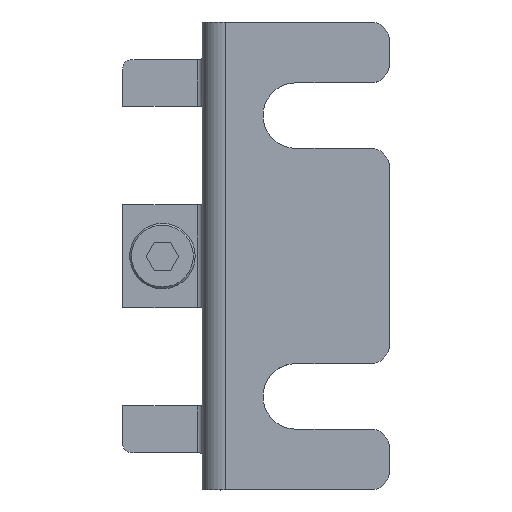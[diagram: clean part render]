
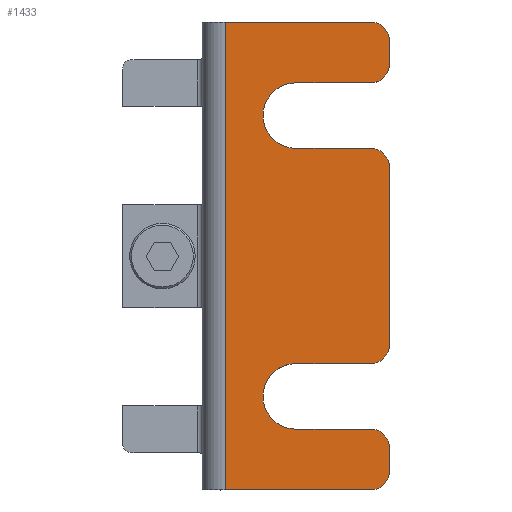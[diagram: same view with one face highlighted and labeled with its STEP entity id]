
A CAD part, top view. The second image highlights one B-rep face of the part: STEP entity #1433.
In plain terms, the highlighted planar face has unit normal (0, 0, 1).
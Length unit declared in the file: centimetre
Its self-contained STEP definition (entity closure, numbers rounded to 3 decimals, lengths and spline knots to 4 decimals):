
#108=LINE('',#2246,#253);
#109=LINE('',#2250,#254);
#112=LINE('',#2261,#257);
#114=LINE('',#2266,#259);
#118=LINE('',#2274,#263);
#119=LINE('',#2278,#264);
#120=LINE('',#2280,#265);
#121=LINE('',#2284,#266);
#122=LINE('',#2287,#267);
#123=LINE('',#2291,#268);
#253=VECTOR('',#1812,1.55);
#254=VECTOR('',#1817,5.);
#257=VECTOR('',#1826,0.25);
#259=VECTOR('',#1830,1.9);
#263=VECTOR('',#1836,0.8);
#264=VECTOR('',#1841,0.8);
#265=VECTOR('',#1842,0.8);
#266=VECTOR('',#1845,0.25);
#267=VECTOR('',#1848,1.55);
#268=VECTOR('',#1853,0.8);
#365=FACE_OUTER_BOUND('',#469,.T.);
#469=EDGE_LOOP('',(#1051,#1052,#1053,#1054,#1055,#1056,#1057,#1058,#1059,
#1060,#1061,#1062,#1063,#1064,#1065,#1066,#1067,#1068));
#519=CIRCLE('',#1504,0.35);
#521=CIRCLE('',#1507,0.35);
#535=CIRCLE('',#1543,0.2);
#536=CIRCLE('',#1544,0.2);
#537=CIRCLE('',#1545,0.2);
#538=CIRCLE('',#1546,0.2);
#539=CIRCLE('',#1547,0.2);
#540=CIRCLE('',#1548,0.2);
#574=VERTEX_POINT('',#2070);
#575=VERTEX_POINT('',#2071);
#578=VERTEX_POINT('',#2079);
#579=VERTEX_POINT('',#2080);
#641=VERTEX_POINT('',#2233);
#647=VERTEX_POINT('',#2244);
#648=VERTEX_POINT('',#2249);
#652=VERTEX_POINT('',#2258);
#653=VERTEX_POINT('',#2260);
#654=VERTEX_POINT('',#2264);
#655=VERTEX_POINT('',#2265);
#658=VERTEX_POINT('',#2273);
#659=VERTEX_POINT('',#2276);
#660=VERTEX_POINT('',#2279);
#661=VERTEX_POINT('',#2281);
#662=VERTEX_POINT('',#2283);
#663=VERTEX_POINT('',#2285);
#664=VERTEX_POINT('',#2289);
#712=EDGE_CURVE('',#574,#575,#519,.T.);
#716=EDGE_CURVE('',#578,#579,#521,.T.);
#799=EDGE_CURVE('',#641,#647,#108,.T.);
#801=EDGE_CURVE('',#648,#641,#109,.T.);
#806=EDGE_CURVE('',#652,#653,#112,.T.);
#808=EDGE_CURVE('',#654,#655,#114,.T.);
#812=EDGE_CURVE('',#658,#574,#118,.T.);
#813=EDGE_CURVE('',#658,#655,#535,.T.);
#814=EDGE_CURVE('',#654,#659,#536,.T.);
#815=EDGE_CURVE('',#659,#578,#119,.T.);
#816=EDGE_CURVE('',#579,#660,#120,.T.);
#817=EDGE_CURVE('',#660,#661,#537,.T.);
#818=EDGE_CURVE('',#662,#661,#121,.T.);
#819=EDGE_CURVE('',#662,#663,#538,.T.);
#820=EDGE_CURVE('',#648,#663,#122,.T.);
#821=EDGE_CURVE('',#647,#653,#539,.T.);
#822=EDGE_CURVE('',#652,#664,#540,.T.);
#823=EDGE_CURVE('',#575,#664,#123,.T.);
#1051=ORIENTED_EDGE('',*,*,#812,.F.);
#1052=ORIENTED_EDGE('',*,*,#813,.T.);
#1053=ORIENTED_EDGE('',*,*,#808,.F.);
#1054=ORIENTED_EDGE('',*,*,#814,.T.);
#1055=ORIENTED_EDGE('',*,*,#815,.T.);
#1056=ORIENTED_EDGE('',*,*,#716,.T.);
#1057=ORIENTED_EDGE('',*,*,#816,.T.);
#1058=ORIENTED_EDGE('',*,*,#817,.T.);
#1059=ORIENTED_EDGE('',*,*,#818,.F.);
#1060=ORIENTED_EDGE('',*,*,#819,.T.);
#1061=ORIENTED_EDGE('',*,*,#820,.F.);
#1062=ORIENTED_EDGE('',*,*,#801,.T.);
#1063=ORIENTED_EDGE('',*,*,#799,.T.);
#1064=ORIENTED_EDGE('',*,*,#821,.T.);
#1065=ORIENTED_EDGE('',*,*,#806,.F.);
#1066=ORIENTED_EDGE('',*,*,#822,.T.);
#1067=ORIENTED_EDGE('',*,*,#823,.F.);
#1068=ORIENTED_EDGE('',*,*,#712,.F.);
#1291=PLANE('',#1542);
#1433=ADVANCED_FACE('',(#365),#1291,.F.);
#1504=AXIS2_PLACEMENT_3D('',#2072,#1678,#1679);
#1507=AXIS2_PLACEMENT_3D('',#2081,#1686,#1687);
#1542=AXIS2_PLACEMENT_3D('',#2272,#1834,#1835);
#1543=AXIS2_PLACEMENT_3D('',#2275,#1837,#1838);
#1544=AXIS2_PLACEMENT_3D('',#2277,#1839,#1840);
#1545=AXIS2_PLACEMENT_3D('',#2282,#1843,#1844);
#1546=AXIS2_PLACEMENT_3D('',#2286,#1846,#1847);
#1547=AXIS2_PLACEMENT_3D('',#2288,#1849,#1850);
#1548=AXIS2_PLACEMENT_3D('',#2290,#1851,#1852);
#1678=DIRECTION('center_axis',(0.,0.,1.));
#1679=DIRECTION('ref_axis',(-1.,0.,0.));
#1686=DIRECTION('center_axis',(0.,0.,-1.));
#1687=DIRECTION('ref_axis',(-1.,0.,0.));
#1812=DIRECTION('',(1.,0.,0.));
#1817=DIRECTION('',(0.,-1.,0.));
#1826=DIRECTION('',(0.,-1.,0.));
#1830=DIRECTION('',(0.,-1.,0.));
#1834=DIRECTION('center_axis',(0.,0.,-1.));
#1835=DIRECTION('ref_axis',(-1.,0.,0.));
#1836=DIRECTION('',(-1.,0.,0.));
#1837=DIRECTION('center_axis',(0.,0.,1.));
#1838=DIRECTION('ref_axis',(-1.,0.,0.));
#1839=DIRECTION('center_axis',(0.,0.,1.));
#1840=DIRECTION('ref_axis',(-1.,0.,0.));
#1841=DIRECTION('',(-1.,0.,0.));
#1842=DIRECTION('',(1.,0.,0.));
#1843=DIRECTION('center_axis',(0.,0.,1.));
#1844=DIRECTION('ref_axis',(-1.,0.,0.));
#1845=DIRECTION('',(0.,-1.,0.));
#1846=DIRECTION('center_axis',(0.,0.,1.));
#1847=DIRECTION('ref_axis',(-1.,0.,0.));
#1848=DIRECTION('',(1.,0.,0.));
#1849=DIRECTION('center_axis',(0.,0.,1.));
#1850=DIRECTION('ref_axis',(-1.,0.,0.));
#1851=DIRECTION('center_axis',(0.,0.,1.));
#1852=DIRECTION('ref_axis',(-1.,0.,0.));
#1853=DIRECTION('',(1.,0.,0.));
#2070=CARTESIAN_POINT('',(0.8,-1.15,0.2));
#2071=CARTESIAN_POINT('',(0.8,-1.85,0.2));
#2072=CARTESIAN_POINT('Origin',(0.8,-1.5,0.2));
#2079=CARTESIAN_POINT('',(0.8,1.15,0.2));
#2080=CARTESIAN_POINT('',(0.8,1.85,0.2));
#2081=CARTESIAN_POINT('Origin',(0.8,1.5,0.2));
#2233=CARTESIAN_POINT('',(0.05,-2.5,0.2));
#2244=CARTESIAN_POINT('',(1.6,-2.5,0.2));
#2246=CARTESIAN_POINT('',(0.,-2.5,0.2));
#2249=CARTESIAN_POINT('',(0.05,2.5,0.2));
#2250=CARTESIAN_POINT('',(0.05,2.5,0.2));
#2258=CARTESIAN_POINT('',(1.8,-2.05,0.2));
#2260=CARTESIAN_POINT('',(1.8,-2.3,0.2));
#2261=CARTESIAN_POINT('',(1.8,2.5,0.2));
#2264=CARTESIAN_POINT('',(1.8,0.95,0.2));
#2265=CARTESIAN_POINT('',(1.8,-0.95,0.2));
#2266=CARTESIAN_POINT('',(1.8,2.5,0.2));
#2272=CARTESIAN_POINT('Origin',(0.,2.5,0.2));
#2273=CARTESIAN_POINT('',(1.6,-1.15,0.2));
#2274=CARTESIAN_POINT('',(0.,-1.15,0.2));
#2275=CARTESIAN_POINT('Origin',(1.6,-0.95,0.2));
#2276=CARTESIAN_POINT('',(1.6,1.15,0.2));
#2277=CARTESIAN_POINT('Origin',(1.6,0.95,0.2));
#2278=CARTESIAN_POINT('',(0.,1.15,0.2));
#2279=CARTESIAN_POINT('',(1.6,1.85,0.2));
#2280=CARTESIAN_POINT('',(0.,1.85,0.2));
#2281=CARTESIAN_POINT('',(1.8,2.05,0.2));
#2282=CARTESIAN_POINT('Origin',(1.6,2.05,0.2));
#2283=CARTESIAN_POINT('',(1.8,2.3,0.2));
#2284=CARTESIAN_POINT('',(1.8,2.5,0.2));
#2285=CARTESIAN_POINT('',(1.6,2.5,0.2));
#2286=CARTESIAN_POINT('Origin',(1.6,2.3,0.2));
#2287=CARTESIAN_POINT('',(0.,2.5,0.2));
#2288=CARTESIAN_POINT('Origin',(1.6,-2.3,0.2));
#2289=CARTESIAN_POINT('',(1.6,-1.85,0.2));
#2290=CARTESIAN_POINT('Origin',(1.6,-2.05,0.2));
#2291=CARTESIAN_POINT('',(0.,-1.85,0.2));
